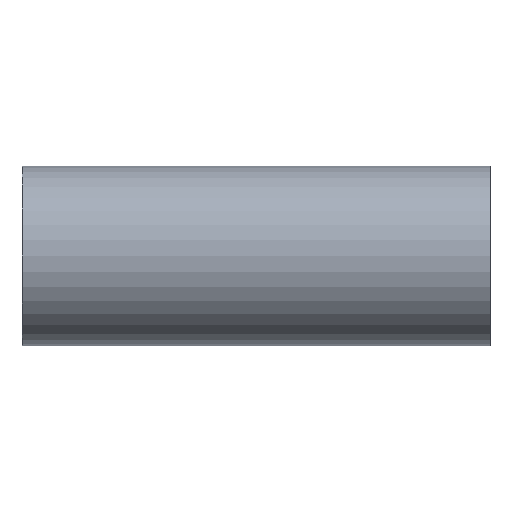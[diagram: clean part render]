
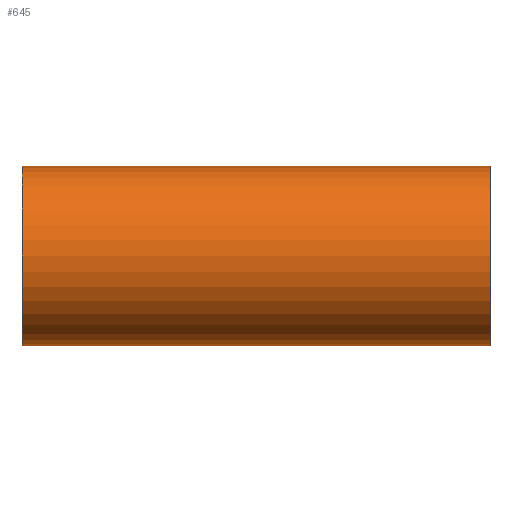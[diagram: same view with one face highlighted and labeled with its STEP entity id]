
A CAD part, left-side view. The second image highlights one B-rep face of the part: STEP entity #645.
In plain terms, the highlighted cylindrical face has radius 57.5 mm (diameter 115 mm), a partial arc.
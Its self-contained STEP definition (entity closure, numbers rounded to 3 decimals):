
#51 = ORIENTED_EDGE ( 'NONE', *, *, #118, .F. ) ;
#62 = CARTESIAN_POINT ( 'NONE',  ( 0., 250., -57.5 ) ) ;
#67 = EDGE_CURVE ( 'NONE', #162, #338, #621, .T. ) ;
#85 = EDGE_CURVE ( 'NONE', #629, #338, #688, .T. ) ;
#117 = CARTESIAN_POINT ( 'NONE',  ( 0., 250., 0. ) ) ;
#118 = EDGE_CURVE ( 'NONE', #162, #410, #300, .T. ) ;
#121 = CYLINDRICAL_SURFACE ( 'NONE', #738, 57.5 ) ;
#123 = ORIENTED_EDGE ( 'NONE', *, *, #67, .T. ) ;
#145 = DIRECTION ( 'NONE',  ( 0., -1., 0. ) ) ;
#162 = VERTEX_POINT ( 'NONE', #62 ) ;
#163 = CARTESIAN_POINT ( 'NONE',  ( 0., 250., -57.5 ) ) ;
#172 = DIRECTION ( 'NONE',  ( 0., -1., 0. ) ) ;
#202 = CARTESIAN_POINT ( 'NONE',  ( 0., -50., 0. ) ) ;
#230 = DIRECTION ( 'NONE',  ( 0., 1., 0. ) ) ;
#237 = EDGE_CURVE ( 'NONE', #410, #629, #699, .T. ) ;
#287 = DIRECTION ( 'NONE',  ( 0., -1., 0. ) ) ;
#291 = AXIS2_PLACEMENT_3D ( 'NONE', #202, #145, #664 ) ;
#300 = CIRCLE ( 'NONE', #486, 57.5 ) ;
#338 = VERTEX_POINT ( 'NONE', #597 ) ;
#398 = VECTOR ( 'NONE', #287, 1000. ) ;
#407 = DIRECTION ( 'NONE',  ( 0., 0., 1. ) ) ;
#410 = VERTEX_POINT ( 'NONE', #603 ) ;
#455 = VECTOR ( 'NONE', #558, 1000. ) ;
#471 = ORIENTED_EDGE ( 'NONE', *, *, #85, .F. ) ;
#486 = AXIS2_PLACEMENT_3D ( 'NONE', #117, #230, #407 ) ;
#508 = CARTESIAN_POINT ( 'NONE',  ( 0., 250., 0. ) ) ;
#558 = DIRECTION ( 'NONE',  ( 0., -1., 0. ) ) ;
#582 = CARTESIAN_POINT ( 'NONE',  ( 0., 250., 57.5 ) ) ;
#590 = FACE_OUTER_BOUND ( 'NONE', #734, .T. ) ;
#597 = CARTESIAN_POINT ( 'NONE',  ( 0., -50., -57.5 ) ) ;
#603 = CARTESIAN_POINT ( 'NONE',  ( 0., 250., 57.5 ) ) ;
#621 = LINE ( 'NONE', #163, #455 ) ;
#629 = VERTEX_POINT ( 'NONE', #694 ) ;
#644 = DIRECTION ( 'NONE',  ( 0., 0., -1. ) ) ;
#645 = ADVANCED_FACE ( 'NONE', ( #590 ), #121, .T. ) ;
#664 = DIRECTION ( 'NONE',  ( 0., 0., 1. ) ) ;
#688 = CIRCLE ( 'NONE', #291, 57.5 ) ;
#694 = CARTESIAN_POINT ( 'NONE',  ( 0., -50., 57.5 ) ) ;
#699 = LINE ( 'NONE', #582, #398 ) ;
#716 = ORIENTED_EDGE ( 'NONE', *, *, #237, .F. ) ;
#734 = EDGE_LOOP ( 'NONE', ( #716, #51, #123, #471 ) ) ;
#738 = AXIS2_PLACEMENT_3D ( 'NONE', #508, #172, #644 ) ;
